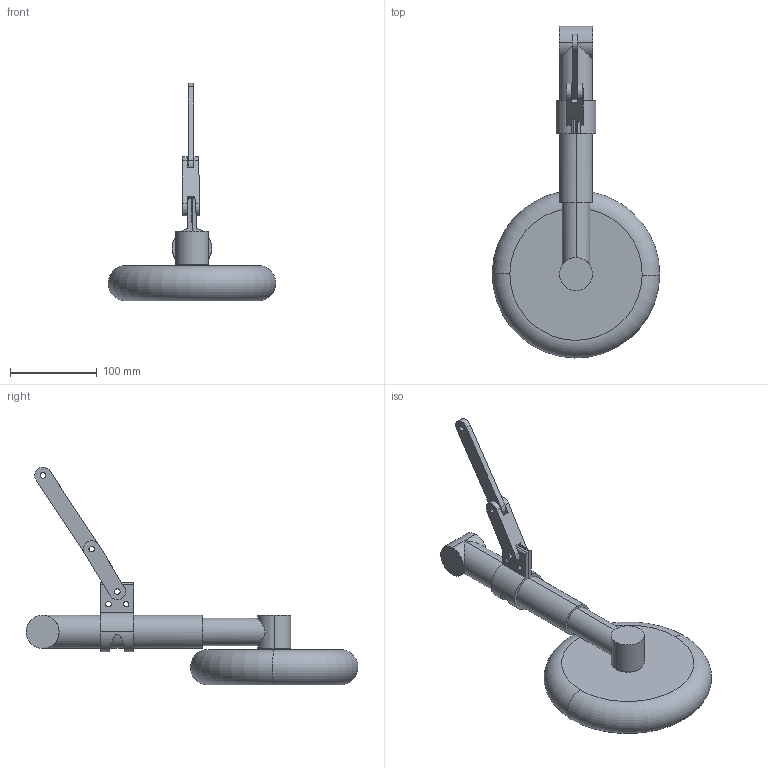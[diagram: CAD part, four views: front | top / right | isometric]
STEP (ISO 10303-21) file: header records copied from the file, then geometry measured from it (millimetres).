
FILE_DESCRIPTION (( 'STEP AP203' ), '1' );
FILE_NAME ('ProtoLeg.STEP', '2026-02-02T10:48:43', ( '' ), ( '' ), 'SwSTEP 2.0', 'SolidWorks 2024', '' );
FILE_SCHEMA (( 'CONFIG_CONTROL_DESIGN' ));
Length unit declared in the file: inch
Products named in the file (6): ProtoLeg; LongProto; CClamp; WheelLeg; WheelProto; ShortProto
Assembly tree (5 placements, depth 2):
  ProtoLeg
    WheelLeg
    CClamp
    LongProto
    ShortProto
    WheelProto
Bounding box: 193.02 x 382.26 x 250.65 mm (x, y, z)
Volume: 1479142.5 mm3; surface area: 147231.7 mm2
Topology: 5 solids, 5 shells, 89 faces, 220 edges, 146 vertices
Faces by surface type: cylinder 55, plane 31, torus 2, bspline 1
Entity records: 3784 total; most frequent: CARTESIAN_POINT 889, DIRECTION 510, ORIENTED_EDGE 440, EDGE_CURVE 220, AXIS2_PLACEMENT_3D 204, VERTEX_POINT 146, EDGE_LOOP 122, CIRCLE 108
